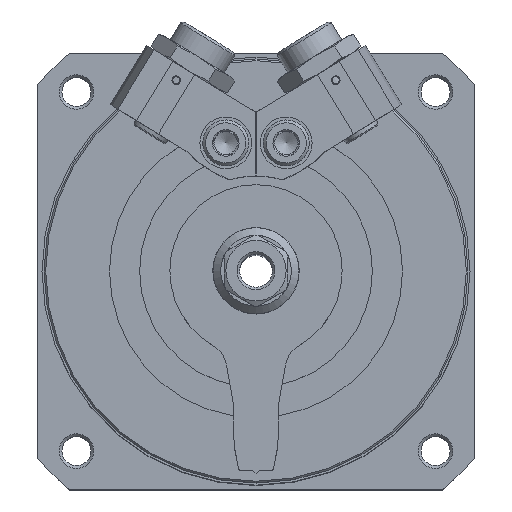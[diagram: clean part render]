
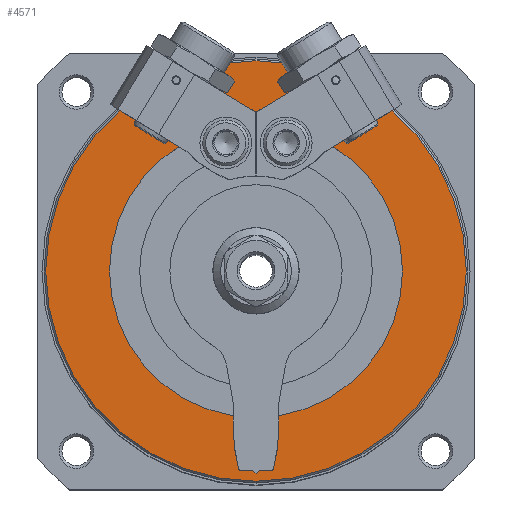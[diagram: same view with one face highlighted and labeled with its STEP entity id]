
A CAD part, top view. The second image highlights one B-rep face of the part: STEP entity #4571.
In plain terms, the highlighted face is planar.
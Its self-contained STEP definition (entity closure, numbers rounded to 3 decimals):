
#909=ORIENTED_EDGE('',*,*,#2040,.F.);
#910=ORIENTED_EDGE('',*,*,#2041,.T.);
#2040=EDGE_CURVE('',#2618,#2618,#3058,.T.);
#2041=EDGE_CURVE('',#2619,#2619,#3059,.T.);
#2618=VERTEX_POINT('',#7356);
#2619=VERTEX_POINT('',#7358);
#3058=CIRCLE('',#5047,73.2);
#3059=CIRCLE('',#5048,51.);
#3388=EDGE_LOOP('',(#909));
#3389=EDGE_LOOP('',(#910));
#3926=FACE_BOUND('',#3388,.T.);
#3927=FACE_BOUND('',#3389,.T.);
#4420=PLANE('',#5046);
#4571=ADVANCED_FACE('',(#3926,#3927),#4420,.F.);
#5046=AXIS2_PLACEMENT_3D('',#7354,#5788,#5789);
#5047=AXIS2_PLACEMENT_3D('',#7355,#5790,#5791);
#5048=AXIS2_PLACEMENT_3D('',#7357,#5792,#5793);
#5788=DIRECTION('',(1.,0.,0.));
#5789=DIRECTION('',(0.,0.,-1.));
#5790=DIRECTION('',(1.,0.,0.));
#5791=DIRECTION('',(0.,0.,-1.));
#5792=DIRECTION('',(1.,0.,0.));
#5793=DIRECTION('',(0.,0.,-1.));
#7354=CARTESIAN_POINT('',(-141.,0.,0.));
#7355=CARTESIAN_POINT('',(-141.,0.,0.));
#7356=CARTESIAN_POINT('',(-141.,0.,-73.2));
#7357=CARTESIAN_POINT('',(-141.,0.,0.));
#7358=CARTESIAN_POINT('',(-141.,0.,-51.));
